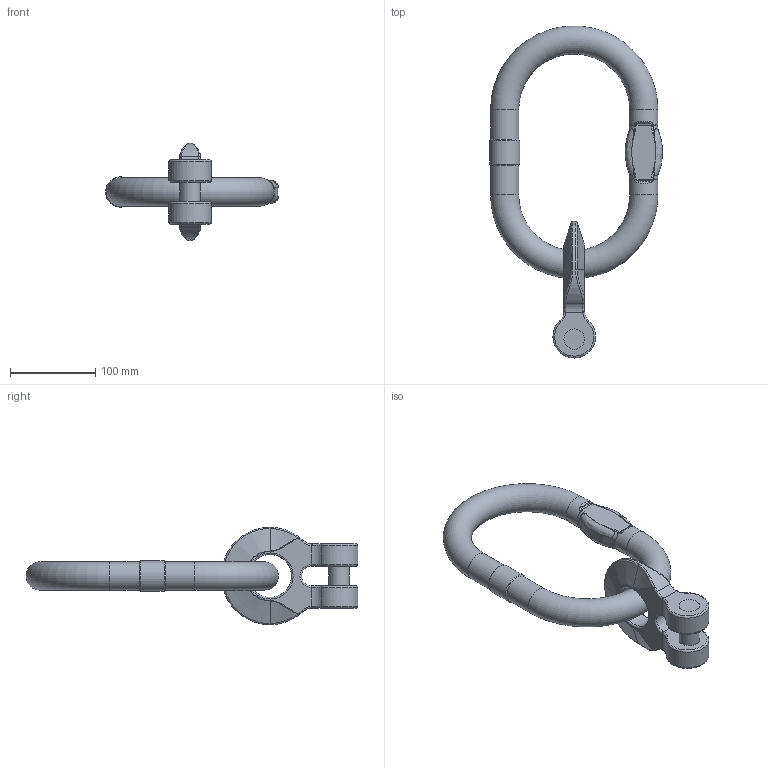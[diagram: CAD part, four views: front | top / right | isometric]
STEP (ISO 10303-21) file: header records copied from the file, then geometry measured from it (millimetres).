
FILE_DESCRIPTION(/* description */ (''),/* implementation_level */ '2;1');
FILE_NAME(/* name */ 'pewag_KMGW_1-19_20.stp',/* time_stamp */ '2023-01-27T12:22:55+01:00',/* author */ (''),/* organization */ (''),/* preprocessor_version */ 'ST-DEVELOPER v16',/* originating_system */ 'SIEMENS PLM Software NX 11.0',/* authorisation */ '');
FILE_SCHEMA (('AUTOMOTIVE_DESIGN { 1 0 10303 214 3 1 1 1 }'));
Length unit declared in the file: millimetre
Products named in the file (1): KSE2DF0FA72zqrz
Bounding box: 202.61 x 388.87 x 114 mm (x, y, z)
Volume: 877984 mm3; surface area: 122225.5 mm2
Topology: 3 solids, 3 shells, 358 faces, 917 edges, 571 vertices
Faces by surface type: plane 113, extrusion 112, bspline 64, cylinder 33, torus 30, sphere 4, cone 2
Full cylindrical faces by diameter (mm): 24 x3, 33 x4, 35.475 x1, 50 x1
Entity records: 13947 total; most frequent: CARTESIAN_POINT 6375, ORIENTED_EDGE 1766, DIRECTION 1094, EDGE_CURVE 883, VERTEX_POINT 564, B_SPLINE_CURVE_WITH_KNOTS 533, VECTOR 420, EDGE_LOOP 399
